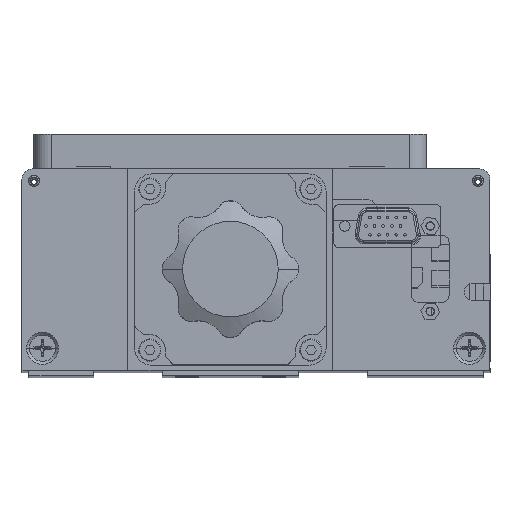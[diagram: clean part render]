
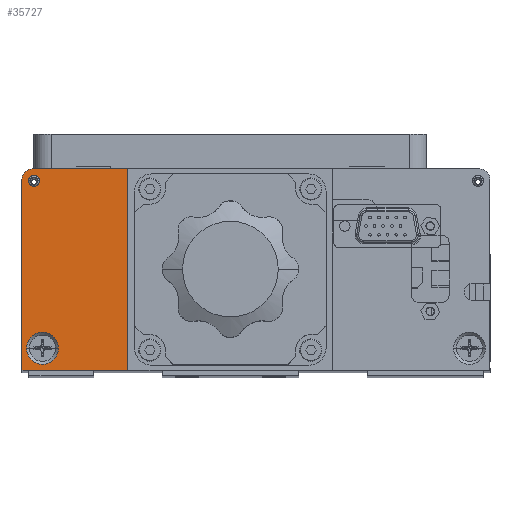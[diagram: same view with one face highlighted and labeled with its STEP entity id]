
A CAD part, top view. The second image highlights one B-rep face of the part: STEP entity #35727.
In plain terms, the highlighted planar face has unit normal (0, 0, 1).
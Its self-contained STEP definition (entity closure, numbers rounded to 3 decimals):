
#204 = DIRECTION ( 'NONE',  ( 1., 0., 0. ) ) ;
#355 = ORIENTED_EDGE ( 'NONE', *, *, #40457, .T. ) ;
#748 = VERTEX_POINT ( 'NONE', #28187 ) ;
#1358 = CARTESIAN_POINT ( 'NONE',  ( -68.28, 47.396, 141.739 ) ) ;
#1404 = CARTESIAN_POINT ( 'NONE',  ( -68.28, 47.396, 141.739 ) ) ;
#1830 = DIRECTION ( 'NONE',  ( 0., 0., 1. ) ) ;
#2783 = DIRECTION ( 'NONE',  ( 1., 0., 0. ) ) ;
#3429 = EDGE_CURVE ( 'NONE', #15647, #11710, #32956, .T. ) ;
#4163 = CARTESIAN_POINT ( 'NONE',  ( -40.28, -8.604, 141.739 ) ) ;
#4629 = EDGE_CURVE ( 'NONE', #17847, #36239, #11987, .T. ) ;
#4802 = DIRECTION ( 'NONE',  ( 1., 0., 0. ) ) ;
#4836 = DIRECTION ( 'NONE',  ( 1., 0., 0. ) ) ;
#5374 = EDGE_CURVE ( 'NONE', #36239, #17847, #42991, .T. ) ;
#5717 = EDGE_CURVE ( 'NONE', #7556, #15647, #7857, .T. ) ;
#6110 = AXIS2_PLACEMENT_3D ( 'NONE', #1404, #25194, #4836 ) ;
#6154 = FACE_OUTER_BOUND ( 'NONE', #26911, .T. ) ;
#7556 = VERTEX_POINT ( 'NONE', #25043 ) ;
#7857 = LINE ( 'NONE', #21157, #23808 ) ;
#8138 = DIRECTION ( 'NONE',  ( 0., -1., 0. ) ) ;
#8647 = ORIENTED_EDGE ( 'NONE', *, *, #5374, .F. ) ;
#8697 = VERTEX_POINT ( 'NONE', #4163 ) ;
#9379 = CARTESIAN_POINT ( 'NONE',  ( -66.13, 46.896, 141.739 ) ) ;
#10696 = EDGE_CURVE ( 'NONE', #11710, #748, #27774, .T. ) ;
#10857 = DIRECTION ( 'NONE',  ( -1., 0., 0. ) ) ;
#10887 = AXIS2_PLACEMENT_3D ( 'NONE', #35858, #15536, #39313 ) ;
#11175 = EDGE_LOOP ( 'NONE', ( #44092, #20466 ) ) ;
#11216 = PLANE ( 'NONE',  #6110 ) ;
#11694 = CIRCLE ( 'NONE', #30944, 1.65 ) ;
#11710 = VERTEX_POINT ( 'NONE', #39627 ) ;
#11987 = CIRCLE ( 'NONE', #15143, 4.7 ) ;
#12814 = AXIS2_PLACEMENT_3D ( 'NONE', #1358, #25151, #4802 ) ;
#12983 = VECTOR ( 'NONE', #22096, 1000. ) ;
#15143 = AXIS2_PLACEMENT_3D ( 'NONE', #43536, #23135, #2783 ) ;
#15245 = CARTESIAN_POINT ( 'NONE',  ( -40.28, 50.396, 141.739 ) ) ;
#15536 = DIRECTION ( 'NONE',  ( 0., 0., 1. ) ) ;
#15647 = VERTEX_POINT ( 'NONE', #42616 ) ;
#17532 = CIRCLE ( 'NONE', #31205, 1.65 ) ;
#17847 = VERTEX_POINT ( 'NONE', #39140 ) ;
#20301 = CARTESIAN_POINT ( 'NONE',  ( -69.43, 46.896, 141.739 ) ) ;
#20466 = ORIENTED_EDGE ( 'NONE', *, *, #26851, .F. ) ;
#20575 = DIRECTION ( 'NONE',  ( 0., 0., 1. ) ) ;
#21157 = CARTESIAN_POINT ( 'NONE',  ( -40.28, 50.396, 141.739 ) ) ;
#22096 = DIRECTION ( 'NONE',  ( 0., 1., 0. ) ) ;
#22227 = CARTESIAN_POINT ( 'NONE',  ( -67.78, 46.896, 141.739 ) ) ;
#23135 = DIRECTION ( 'NONE',  ( 0., 0., 1. ) ) ;
#23808 = VECTOR ( 'NONE', #10857, 1000. ) ;
#24799 = LINE ( 'NONE', #28519, #41813 ) ;
#25004 = VERTEX_POINT ( 'NONE', #9379 ) ;
#25043 = CARTESIAN_POINT ( 'NONE',  ( -40.28, 50.396, 141.739 ) ) ;
#25151 = DIRECTION ( 'NONE',  ( 0., 0., 1. ) ) ;
#25194 = DIRECTION ( 'NONE',  ( 0., 0., 1. ) ) ;
#25632 = DIRECTION ( 'NONE',  ( 1., 0., 0. ) ) ;
#26851 = EDGE_CURVE ( 'NONE', #25004, #37207, #17532, .T. ) ;
#26911 = EDGE_LOOP ( 'NONE', ( #40355, #39925, #35917, #355, #38507 ) ) ;
#27542 = EDGE_CURVE ( 'NONE', #748, #8697, #24799, .T. ) ;
#27774 = LINE ( 'NONE', #38760, #32543 ) ;
#28187 = CARTESIAN_POINT ( 'NONE',  ( -71.28, -8.604, 141.739 ) ) ;
#28519 = CARTESIAN_POINT ( 'NONE',  ( -40.28, -8.604, 141.739 ) ) ;
#30944 = AXIS2_PLACEMENT_3D ( 'NONE', #22227, #1830, #25632 ) ;
#31205 = AXIS2_PLACEMENT_3D ( 'NONE', #40912, #20575, #204 ) ;
#31937 = DIRECTION ( 'NONE',  ( 1., 0., 0. ) ) ;
#32159 = FACE_BOUND ( 'NONE', #11175, .T. ) ;
#32543 = VECTOR ( 'NONE', #8138, 1000. ) ;
#32956 = CIRCLE ( 'NONE', #12814, 3. ) ;
#35727 = ADVANCED_FACE ( 'NONE', ( #41215, #6154, #32159 ), #11216, .T. ) ;
#35858 = CARTESIAN_POINT ( 'NONE',  ( -65.28, -2.104, 141.739 ) ) ;
#35917 = ORIENTED_EDGE ( 'NONE', *, *, #27542, .T. ) ;
#36239 = VERTEX_POINT ( 'NONE', #41633 ) ;
#37207 = VERTEX_POINT ( 'NONE', #20301 ) ;
#37484 = EDGE_CURVE ( 'NONE', #37207, #25004, #11694, .T. ) ;
#37722 = ORIENTED_EDGE ( 'NONE', *, *, #4629, .F. ) ;
#38459 = EDGE_LOOP ( 'NONE', ( #8647, #37722 ) ) ;
#38507 = ORIENTED_EDGE ( 'NONE', *, *, #5717, .T. ) ;
#38760 = CARTESIAN_POINT ( 'NONE',  ( -71.28, 47.396, 141.739 ) ) ;
#39140 = CARTESIAN_POINT ( 'NONE',  ( -69.98, -2.104, 141.739 ) ) ;
#39313 = DIRECTION ( 'NONE',  ( 1., 0., 0. ) ) ;
#39627 = CARTESIAN_POINT ( 'NONE',  ( -71.28, 47.396, 141.739 ) ) ;
#39925 = ORIENTED_EDGE ( 'NONE', *, *, #10696, .T. ) ;
#40112 = LINE ( 'NONE', #15245, #12983 ) ;
#40355 = ORIENTED_EDGE ( 'NONE', *, *, #3429, .T. ) ;
#40457 = EDGE_CURVE ( 'NONE', #8697, #7556, #40112, .T. ) ;
#40912 = CARTESIAN_POINT ( 'NONE',  ( -67.78, 46.896, 141.739 ) ) ;
#41215 = FACE_BOUND ( 'NONE', #38459, .T. ) ;
#41633 = CARTESIAN_POINT ( 'NONE',  ( -60.58, -2.104, 141.739 ) ) ;
#41813 = VECTOR ( 'NONE', #31937, 1000. ) ;
#42616 = CARTESIAN_POINT ( 'NONE',  ( -68.28, 50.396, 141.739 ) ) ;
#42991 = CIRCLE ( 'NONE', #10887, 4.7 ) ;
#43536 = CARTESIAN_POINT ( 'NONE',  ( -65.28, -2.104, 141.739 ) ) ;
#44092 = ORIENTED_EDGE ( 'NONE', *, *, #37484, .F. ) ;
